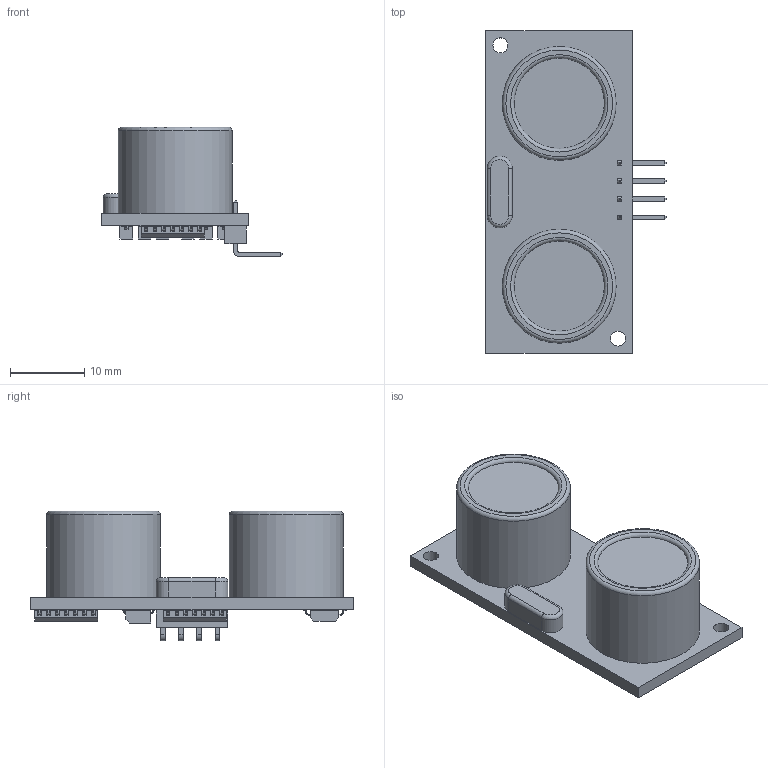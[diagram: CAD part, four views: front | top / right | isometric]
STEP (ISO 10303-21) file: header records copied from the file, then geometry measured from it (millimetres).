
FILE_DESCRIPTION(/* description */ (''),/* implementation_level */ '2;1');
FILE_NAME(/* name */ 'Ultrasonic Module.stp',/* time_stamp */ '2020-05-09T01:45:15+05:00',/* author */ (''),/* organization */ (''),/* preprocessor_version */ 'ST-DEVELOPER v15.2',/* originating_system */ 'Autodesk Translator Framework v2.0.0.5431',/* authorisation */ '');
FILE_SCHEMA (('AUTOMOTIVE_DESIGN { 1 0 10303 214 3 1 1 }'));
Length unit declared in the file: centimetre
Products named in the file (1): ultrasonic
Bounding box: 24.37 x 43.55 x 17.49 mm (x, y, z)
Volume: 5999.8 mm3; surface area: 4691.6 mm2
Topology: 14 solids, 14 shells, 892 faces, 2364 edges, 1564 vertices
Faces by surface type: plane 654, cylinder 232, torus 6
Full cylindrical faces by diameter (mm): 2.032 x2, 15.368 x2
Entity records: 27449 total; most frequent: CARTESIAN_POINT 4809, ORIENTED_EDGE 4708, DIRECTION 4612, EDGE_CURVE 2354, LINE 1882, VECTOR 1882, VERTEX_POINT 1562, AXIS2_PLACEMENT_3D 1365
